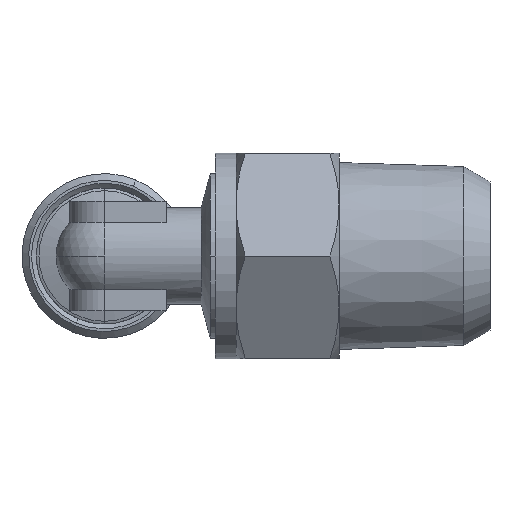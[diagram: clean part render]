
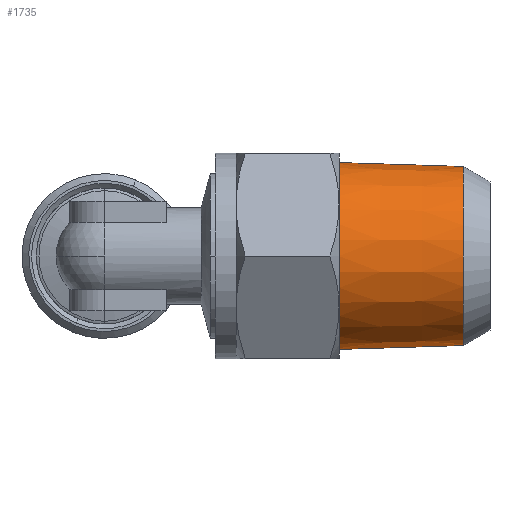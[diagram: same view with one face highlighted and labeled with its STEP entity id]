
A CAD part, left-side view. The second image highlights one B-rep face of the part: STEP entity #1735.
In plain terms, the highlighted conical face has half-angle 1.79 degrees and reference radius 6.52 mm.
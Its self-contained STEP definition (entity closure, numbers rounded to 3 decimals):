
#547 = AXIS2_PLACEMENT_3D ( 'NONE', #4266, #4267, #4268 ) ;
#548 = AXIS2_PLACEMENT_3D ( 'NONE', #4269, #4270, #4271 ) ;
#1141 = LINE ( 'NONE', #2374, #1147 ) ;
#1147 = VECTOR ( 'NONE', #2379, 1000. ) ;
#1148 = LINE ( 'NONE', #2380, #1150 ) ;
#1150 = VECTOR ( 'NONE', #2378, 1000. ) ;
#1513 = ORIENTED_EDGE ( 'NONE', *, *, #4167, .F. ) ;
#1514 = ORIENTED_EDGE ( 'NONE', *, *, #4218, .F. ) ;
#1515 = ORIENTED_EDGE ( 'NONE', *, *, #4169, .T. ) ;
#1516 = ORIENTED_EDGE ( 'NONE', *, *, #4217, .T. ) ;
#1542 = VERTEX_POINT ( 'NONE', #4440 ) ;
#1543 = VERTEX_POINT ( 'NONE', #4439 ) ;
#1544 = VERTEX_POINT ( 'NONE', #4438 ) ;
#1546 = VERTEX_POINT ( 'NONE', #4436 ) ;
#1735 = ADVANCED_FACE ( 'NONE', ( #3827 ), #3835, .T. ) ;
#2374 = CARTESIAN_POINT ( 'NONE',  ( 0., -5.16, -6.52 ) ) ;
#2378 = DIRECTION ( 'NONE',  ( 0., 1., 0.031 ) ) ;
#2379 = DIRECTION ( 'NONE',  ( 0., 1., -0.031 ) ) ;
#2380 = CARTESIAN_POINT ( 'NONE',  ( 0., -5.16, 6.52 ) ) ;
#3000 = CARTESIAN_POINT ( 'NONE',  ( 0., -5.16, 0. ) ) ;
#3007 = DIRECTION ( 'NONE',  ( 0., 1., 0. ) ) ;
#3008 = DIRECTION ( 'NONE',  ( 0., 0., 1. ) ) ;
#3521 = AXIS2_PLACEMENT_3D ( 'NONE', #3000, #3007, #3008 ) ;
#3703 = CIRCLE ( 'NONE', #547, 6.803 ) ;
#3704 = CIRCLE ( 'NONE', #548, 6.52 ) ;
#3827 = FACE_OUTER_BOUND ( 'NONE', #4028, .T. ) ;
#3835 = CONICAL_SURFACE ( 'NONE', #3521, 6.52, 0.031 ) ;
#4028 = EDGE_LOOP ( 'NONE', ( #1513, #1514, #1515, #1516 ) ) ;
#4167 = EDGE_CURVE ( 'NONE', #1543, #1542, #1141, .T. ) ;
#4169 = EDGE_CURVE ( 'NONE', #1544, #1546, #1148, .T. ) ;
#4217 = EDGE_CURVE ( 'NONE', #1546, #1542, #3703, .T. ) ;
#4218 = EDGE_CURVE ( 'NONE', #1544, #1543, #3704, .T. ) ;
#4266 = CARTESIAN_POINT ( 'NONE',  ( 0., 3.9, 0. ) ) ;
#4267 = DIRECTION ( 'NONE',  ( 0., -1., 0. ) ) ;
#4268 = DIRECTION ( 'NONE',  ( 0., 0., -1. ) ) ;
#4269 = CARTESIAN_POINT ( 'NONE',  ( 0., -5.16, 0. ) ) ;
#4270 = DIRECTION ( 'NONE',  ( 0., -1., 0. ) ) ;
#4271 = DIRECTION ( 'NONE',  ( 0., 0., -1. ) ) ;
#4436 = CARTESIAN_POINT ( 'NONE',  ( 0., 3.9, 6.803 ) ) ;
#4438 = CARTESIAN_POINT ( 'NONE',  ( 0., -5.16, 6.52 ) ) ;
#4439 = CARTESIAN_POINT ( 'NONE',  ( 0., -5.16, -6.52 ) ) ;
#4440 = CARTESIAN_POINT ( 'NONE',  ( 0., 3.9, -6.803 ) ) ;
